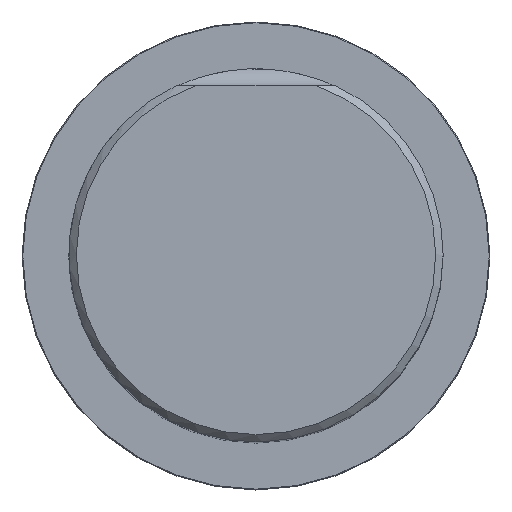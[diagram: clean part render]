
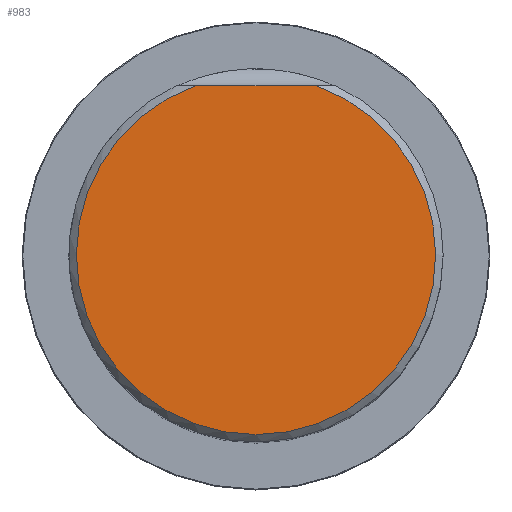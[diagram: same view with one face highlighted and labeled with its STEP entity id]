
A CAD part, top view. The second image highlights one B-rep face of the part: STEP entity #983.
In plain terms, the highlighted planar face has unit normal (0, 0, 1).
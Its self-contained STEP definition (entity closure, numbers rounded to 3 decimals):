
#202=PLANE('',#5010);
#431=LINE('',#7264,#685);
#685=VECTOR('',#5629,1.);
#983=ADVANCED_FACE('CU_SU_1',(#1317),#202,.T.);
#1317=FACE_OUTER_BOUND('',#1557,.T.);
#1557=EDGE_LOOP('',(#2272,#2273));
#1982=CIRCLE('',#5009,23.996);
#2272=ORIENTED_EDGE('',*,*,#4052,.F.);
#2273=ORIENTED_EDGE('',*,*,#4053,.F.);
#3565=VERTEX_POINT('',#7262);
#3566=VERTEX_POINT('',#7263);
#4052=EDGE_CURVE('',#3565,#3566,#1982,.T.);
#4053=EDGE_CURVE('',#3566,#3565,#431,.T.);
#5009=AXIS2_PLACEMENT_3D('',#7261,#5627,#5628);
#5010=AXIS2_PLACEMENT_3D('',#7265,#5630,#5631);
#5627=DIRECTION('',(0.,0.,-1.));
#5628=DIRECTION('',(1.,0.,0.));
#5629=DIRECTION('',(1.,0.,0.));
#5630=DIRECTION('',(0.,0.,1.));
#5631=DIRECTION('',(1.,0.,0.));
#7261=CARTESIAN_POINT('',(0.,0.,80.));
#7262=CARTESIAN_POINT('',(8.054,22.604,80.));
#7263=CARTESIAN_POINT('',(-8.054,22.604,80.));
#7264=CARTESIAN_POINT('',(-50.,22.604,80.));
#7265=CARTESIAN_POINT('',(0.,0.,80.));
